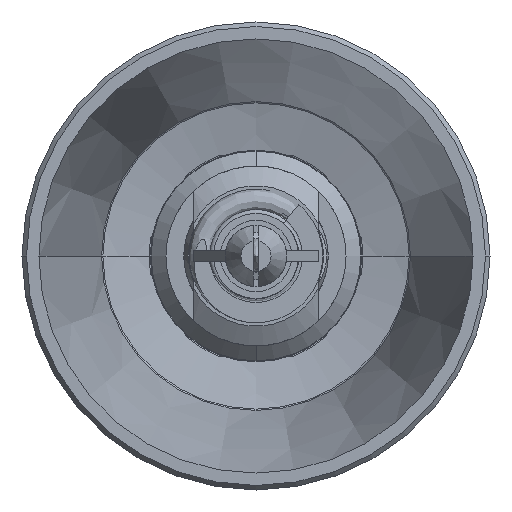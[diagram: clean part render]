
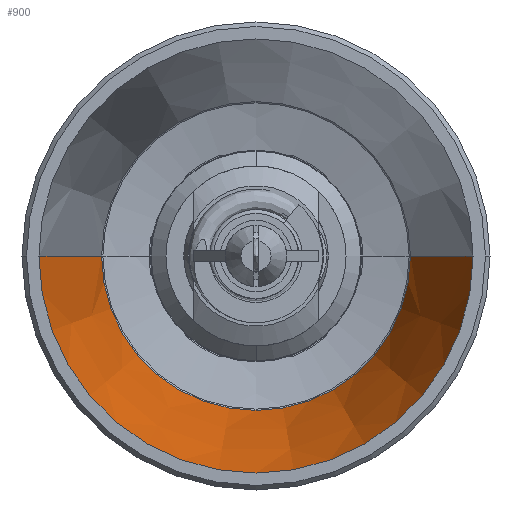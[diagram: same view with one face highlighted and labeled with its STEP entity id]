
A CAD part, left-side view. The second image highlights one B-rep face of the part: STEP entity #900.
In plain terms, the highlighted conical face has half-angle 13.936 degrees and reference radius 23.847 mm.
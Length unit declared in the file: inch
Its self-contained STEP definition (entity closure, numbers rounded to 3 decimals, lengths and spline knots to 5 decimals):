
#78=CARTESIAN_POINT('',(0.,0.,0.));
#79=DIRECTION('',(1.,0.,0.));
#80=DIRECTION('',(0.,-1.,0.));
#81=AXIS2_PLACEMENT_3D('',#78,#79,#80);
#98=CARTESIAN_POINT('',(1.27665,0.,0.));
#99=DIRECTION('',(1.,0.,0.));
#100=DIRECTION('',(0.,-1.,0.));
#101=AXIS2_PLACEMENT_3D('',#98,#99,#100);
#103=DIRECTION('',(0.971,0.241,0.));
#104=VECTOR('',#103,1.31537);
#105=CARTESIAN_POINT('',(0.,-1.09727,0.));
#106=LINE('',#105,#104);
#112=DIRECTION('',(0.971,-0.241,0.));
#113=VECTOR('',#112,1.31537);
#114=CARTESIAN_POINT('',(0.,1.09727,0.));
#115=LINE('',#114,#113);
#584=CARTESIAN_POINT('',(1.27665,-0.78047,0.));
#585=CARTESIAN_POINT('',(1.27665,0.78047,0.));
#586=VERTEX_POINT('',#584);
#587=VERTEX_POINT('',#585);
#588=CARTESIAN_POINT('',(0.,-1.09727,0.));
#589=CARTESIAN_POINT('',(0.,1.09727,0.));
#590=VERTEX_POINT('',#588);
#591=VERTEX_POINT('',#589);
#886=CARTESIAN_POINT('',(0.63833,0.,0.));
#887=DIRECTION('',(-1.,0.,0.));
#888=DIRECTION('',(0.,1.,0.));
#889=AXIS2_PLACEMENT_3D('',#886,#887,#888);
#890=CONICAL_SURFACE('',#889,0.93887,13.936);
#891=ORIENTED_EDGE('',*,*,#879,.T.);
#893=ORIENTED_EDGE('',*,*,#892,.T.);
#895=ORIENTED_EDGE('',*,*,#894,.F.);
#897=ORIENTED_EDGE('',*,*,#896,.F.);
#898=EDGE_LOOP('',(#891,#893,#895,#897));
#899=FACE_OUTER_BOUND('',#898,.F.);
#900=ADVANCED_FACE('',(#899),#890,.F.);
#82=CIRCLE('',#81,1.09727);
#102=CIRCLE('',#101,0.78047);
#879=EDGE_CURVE('',#590,#591,#82,.T.);
#892=EDGE_CURVE('',#591,#587,#115,.T.);
#894=EDGE_CURVE('',#586,#587,#102,.T.);
#896=EDGE_CURVE('',#590,#586,#106,.T.);
